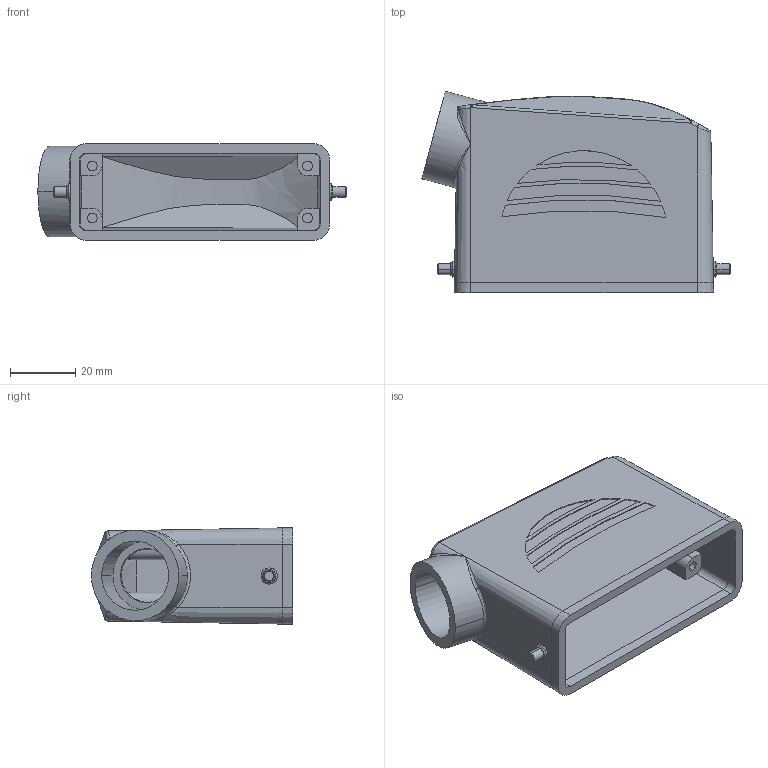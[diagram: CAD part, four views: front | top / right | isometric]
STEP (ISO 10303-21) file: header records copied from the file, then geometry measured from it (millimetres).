
FILE_DESCRIPTION (( 'STEP AP214' ), '1' );
FILE_NAME ('ZP-MC16A-2-SSE16M.step', '2015-08-12T18:15:27', ( '' ), ( '' ), 'SwSTEP 2.0', 'SolidWorks 2014', '' );
FILE_SCHEMA (( 'AUTOMOTIVE_DESIGN' ));
Length unit declared in the file: millimetre
Products named in the file (1): ZP-MC16A-2-SSE16M
Bounding box: 94.46 x 61.68 x 29.6 mm (x, y, z)
Volume: 42109.4 mm3; surface area: 27498.8 mm2
Topology: 1 solids, 1 shells, 166 faces, 390 edges, 244 vertices
Faces by surface type: cylinder 65, plane 53, cone 25, bspline 19, sphere 4
Entity records: 7806 total; most frequent: CARTESIAN_POINT 2547, DIRECTION 797, ORIENTED_EDGE 780, EDGE_CURVE 390, AXIS2_PLACEMENT_3D 314, VERTEX_POINT 244, EDGE_LOOP 186, LINE 169
